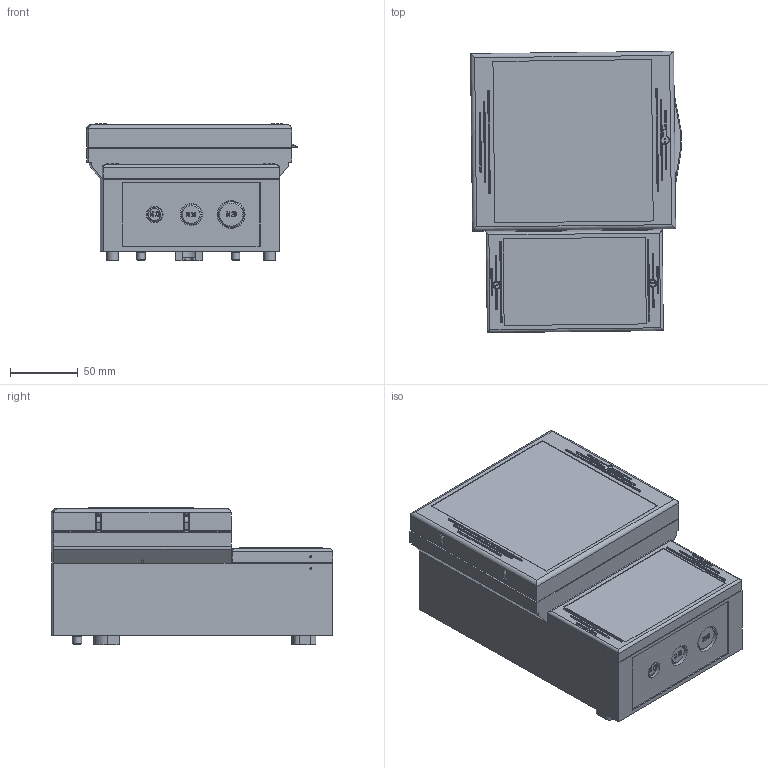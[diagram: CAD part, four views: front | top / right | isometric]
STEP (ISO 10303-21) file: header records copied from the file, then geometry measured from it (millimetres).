
FILE_DESCRIPTION((''),'2;1');
FILE_NAME('kat-mbrc2-13-k.stp','2009-12-09T10:09:38',('marcel.johanning'),(''),'Autodesk Inventor 2010','Autodesk Inventor 2010','');
FILE_SCHEMA(('AUTOMOTIVE_DESIGN { 1 0 10303 214 1 1 1 1 }'));
Length unit declared in the file: millimetre
Products named in the file (15): MB05-X20-mbrca13+Klarsicht; Verriegelungsclip 20; MB05-Klarsichtdeckelgelenkbaugruppe; Klarsichthaube-mbrca13; Mb05-Z08-Gelenk; DIN EN ISO 7045  H  M2.5 x 6 - 4.8 - H; Lagerplatte-Gelenk; Schloss-d6; MB05-X20-Grundaufbau; mbrca13-New-UT; Deckel-Anschlussraum; Stopfen GPN910-2179; DIN 7964 A  M3 x 16; Gewinde Dübel M3; 231-Adapterecke-X01
Assembly tree (27 placements, depth 3):
  MB05-X20-mbrca13+Klarsicht
    Verriegelungsclip 20
    MB05-Klarsichtdeckelgelenkbaugruppe
      Klarsichthaube-mbrca13
      Mb05-Z08-Gelenk  x2
      DIN EN ISO 7045  H  M2.5 x 6 - 4.8 - H  x3
      Lagerplatte-Gelenk  x2
      Schloss-d6
    MB05-X20-Grundaufbau
      mbrca13-New-UT
      Deckel-Anschlussraum
      Stopfen GPN910-2179
      DIN 7964 A  M3 x 16  x2
      Gewinde Dübel M3  x6
      231-Adapterecke-X01  x4
Bounding box: 155.82 x 207.62 x 101.25 mm (x, y, z)
Volume: 390193.8 mm3; surface area: 307783.2 mm2
Topology: 25 solids, 25 shells, 1875 faces, 4749 edges, 3073 vertices
Faces by surface type: plane 904, cylinder 485, bspline 381, cone 82, torus 20, sphere 3
Full cylindrical faces by diameter (mm): 2.256 x3, 2.3 x2, 2.5 x3, 2.9 x4, 3 x2, 3.9 x6, 4 x2, 5.5 x4, 6 x17, 7 x6, 8 x2, 11 x1, 12.4 x1, 13.4 x1, 15 x4, 16.4 x3, 18 x1, 19 x1, 20.4 x1
Entity records: 55100 total; most frequent: CARTESIAN_POINT 15704, ORIENTED_EDGE 7970, DIRECTION 7815, EDGE_CURVE 3985, VERTEX_POINT 2708, AXIS2_PLACEMENT_3D 2634, VECTOR 2547, LINE 2547
